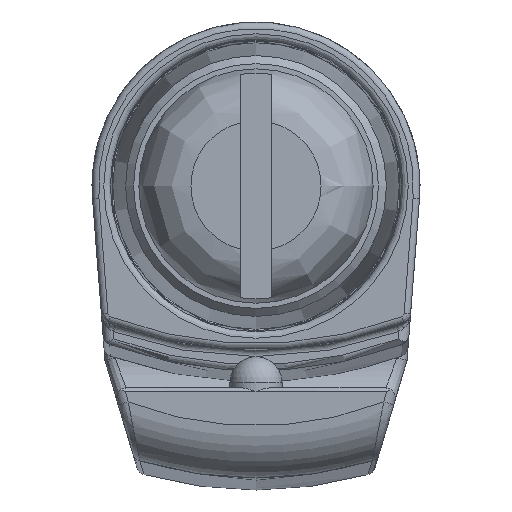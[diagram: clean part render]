
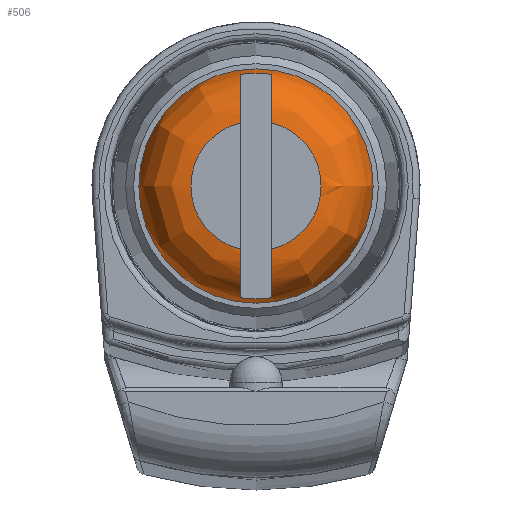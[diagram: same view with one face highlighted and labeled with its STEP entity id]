
A CAD part, front view. The second image highlights one B-rep face of the part: STEP entity #506.
In plain terms, the highlighted free-form (B-spline) face has degree [2, 2] with [5, 7] control points.
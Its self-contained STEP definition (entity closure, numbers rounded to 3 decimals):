
#137=(
BOUNDED_SURFACE()
B_SPLINE_SURFACE(2,2,((#2635,#2636,#2637,#2638,#2639,#2640,#2641),(#2642,
#2643,#2644,#2645,#2646,#2647,#2648),(#2649,#2650,#2651,#2652,#2653,#2654,
#2655),(#2656,#2657,#2658,#2659,#2660,#2661,#2662),(#2663,#2664,#2665,#2666,
#2667,#2668,#2669)),.UNSPECIFIED.,.F.,.T.,.F.)
B_SPLINE_SURFACE_WITH_KNOTS((3,2,3),(1,2,2,2,2,1),(0.,0.5,1.),(-0.333,
0.,0.333,0.667,1.,1.333),
 .UNSPECIFIED.)
GEOMETRIC_REPRESENTATION_ITEM()
RATIONAL_B_SPLINE_SURFACE(((1.,0.5,1.,0.5,1.,0.5,1.),(0.854,
0.427,0.854,0.427,0.854,
0.427,0.854),(0.854,0.427,
0.854,0.427,0.854,0.427,
0.854),(0.854,0.427,0.854,
0.427,0.854,0.427,0.854),
(1.,0.5,1.,0.5,1.,0.5,1.)))
REPRESENTATION_ITEM('')
SURFACE()
);
#162=B_SPLINE_CURVE_WITH_KNOTS('',3,(#2599,#2600,#2601,#2602,#2603,#2604,
#2605,#2606),.UNSPECIFIED.,.F.,.F.,(4,2,2,4),(0.,0.25,0.5,1.),
 .UNSPECIFIED.);
#163=B_SPLINE_CURVE_WITH_KNOTS('',3,(#2607,#2608,#2609,#2610,#2611,#2612,
#2613,#2614),.UNSPECIFIED.,.F.,.F.,(4,2,2,4),(0.,0.25,0.5,
1.),.UNSPECIFIED.);
#164=B_SPLINE_CURVE_WITH_KNOTS('',3,(#2616,#2617,#2618,#2619,#2620,#2621,
#2622,#2623),.UNSPECIFIED.,.F.,.F.,(4,2,2,4),(0.,0.25,0.5,1.),
 .UNSPECIFIED.);
#165=B_SPLINE_CURVE_WITH_KNOTS('',3,(#2627,#2628,#2629,#2630,#2631,#2632,
#2633,#2634),.UNSPECIFIED.,.F.,.F.,(4,2,2,4),(0.,0.25,0.5,1.),
 .UNSPECIFIED.);
#506=ADVANCED_FACE('',(#652,#653),#137,.T.);
#652=FACE_BOUND('',#695,.T.);
#653=FACE_BOUND('',#696,.T.);
#695=EDGE_LOOP('',(#840));
#696=EDGE_LOOP('',(#841,#842,#843,#844,#845,#846,#847,#848,#849));
#840=ORIENTED_EDGE('',*,*,#1488,.F.);
#841=ORIENTED_EDGE('',*,*,#1494,.T.);
#842=ORIENTED_EDGE('',*,*,#1486,.F.);
#843=ORIENTED_EDGE('',*,*,#1485,.F.);
#844=ORIENTED_EDGE('',*,*,#1493,.T.);
#845=ORIENTED_EDGE('',*,*,#1492,.T.);
#846=ORIENTED_EDGE('',*,*,#1495,.T.);
#847=ORIENTED_EDGE('',*,*,#1496,.F.);
#848=ORIENTED_EDGE('',*,*,#1497,.T.);
#849=ORIENTED_EDGE('',*,*,#1490,.T.);
#1326=VERTEX_POINT('',#2579);
#1327=VERTEX_POINT('',#2580);
#1328=VERTEX_POINT('',#2582);
#1330=VERTEX_POINT('',#2588);
#1331=VERTEX_POINT('',#2591);
#1332=VERTEX_POINT('',#2592);
#1333=VERTEX_POINT('',#2594);
#1334=VERTEX_POINT('',#2596);
#1335=VERTEX_POINT('',#2624);
#1336=VERTEX_POINT('',#2626);
#1485=EDGE_CURVE('',#1327,#1328,#1735,.T.);
#1486=EDGE_CURVE('',#1328,#1326,#1736,.T.);
#1488=EDGE_CURVE('',#1330,#1330,#1738,.T.);
#1490=EDGE_CURVE('',#1333,#1331,#1739,.T.);
#1492=EDGE_CURVE('',#1332,#1334,#1740,.T.);
#1493=EDGE_CURVE('',#1327,#1332,#162,.T.);
#1494=EDGE_CURVE('',#1331,#1326,#163,.T.);
#1495=EDGE_CURVE('',#1334,#1335,#164,.T.);
#1496=EDGE_CURVE('',#1336,#1335,#1741,.T.);
#1497=EDGE_CURVE('',#1336,#1333,#165,.T.);
#1735=CIRCLE('',#1845,2.5);
#1736=CIRCLE('',#1846,2.5);
#1738=CIRCLE('',#1849,4.5);
#1739=CIRCLE('',#1851,4.333);
#1740=CIRCLE('',#1852,4.333);
#1741=CIRCLE('',#1855,2.5);
#1845=AXIS2_PLACEMENT_3D('',#2581,#2076,#2077);
#1846=AXIS2_PLACEMENT_3D('',#2583,#2078,#2079);
#1849=AXIS2_PLACEMENT_3D('',#2587,#2084,#2085);
#1851=AXIS2_PLACEMENT_3D('',#2593,#2089,#2090);
#1852=AXIS2_PLACEMENT_3D('',#2597,#2092,#2093);
#1855=AXIS2_PLACEMENT_3D('',#2625,#2098,#2099);
#2076=DIRECTION('',(0.,-1.,0.));
#2077=DIRECTION('',(0.24,0.,-0.971));
#2078=DIRECTION('',(0.,-1.,0.));
#2079=DIRECTION('',(1.,0.,0.));
#2084=DIRECTION('',(0.,1.,0.));
#2085=DIRECTION('',(1.,0.,0.));
#2089=DIRECTION('',(0.,1.,0.));
#2090=DIRECTION('',(-0.138,0.,0.99));
#2092=DIRECTION('',(0.,1.,0.));
#2093=DIRECTION('',(0.138,0.,-0.99));
#2098=DIRECTION('',(0.,-1.,0.));
#2099=DIRECTION('',(-0.24,0.,0.971));
#2579=CARTESIAN_POINT('',(0.308,-3.,8.803));
#2580=CARTESIAN_POINT('',(0.308,-3.,3.949));
#2581=CARTESIAN_POINT('',(-0.292,-3.,6.376));
#2582=CARTESIAN_POINT('',(2.208,-3.,6.376));
#2583=CARTESIAN_POINT('',(-0.292,-3.,6.376));
#2587=CARTESIAN_POINT('',(-0.292,-1.,6.376));
#2588=CARTESIAN_POINT('',(4.208,-1.,6.376));
#2591=CARTESIAN_POINT('',(0.308,-1.8,10.667));
#2592=CARTESIAN_POINT('',(0.308,-1.8,2.084));
#2593=CARTESIAN_POINT('',(-0.292,-1.8,6.376));
#2594=CARTESIAN_POINT('',(-0.892,-1.8,10.667));
#2596=CARTESIAN_POINT('',(-0.892,-1.8,2.084));
#2597=CARTESIAN_POINT('',(-0.292,-1.8,6.376));
#2599=CARTESIAN_POINT('',(0.308,-3.,3.949));
#2600=CARTESIAN_POINT('',(0.308,-3.,3.779));
#2601=CARTESIAN_POINT('',(0.308,-2.98,3.596));
#2602=CARTESIAN_POINT('',(0.308,-2.878,3.217));
#2603=CARTESIAN_POINT('',(0.308,-2.773,2.986));
#2604=CARTESIAN_POINT('',(0.307,-2.485,2.536));
#2605=CARTESIAN_POINT('',(0.308,-2.178,2.251));
#2606=CARTESIAN_POINT('',(0.308,-1.8,2.084));
#2607=CARTESIAN_POINT('',(0.308,-1.8,10.667));
#2608=CARTESIAN_POINT('',(0.308,-1.989,10.584));
#2609=CARTESIAN_POINT('',(0.308,-2.163,10.471));
#2610=CARTESIAN_POINT('',(0.308,-2.459,10.211));
#2611=CARTESIAN_POINT('',(0.307,-2.559,10.099));
#2612=CARTESIAN_POINT('',(0.308,-2.914,9.545));
#2613=CARTESIAN_POINT('',(0.308,-3.,9.141));
#2614=CARTESIAN_POINT('',(0.308,-3.,8.803));
#2616=CARTESIAN_POINT('',(-0.892,-1.8,2.084));
#2617=CARTESIAN_POINT('',(-0.892,-1.99,2.168));
#2618=CARTESIAN_POINT('',(-0.892,-2.164,2.281));
#2619=CARTESIAN_POINT('',(-0.892,-2.46,2.541));
#2620=CARTESIAN_POINT('',(-0.892,-2.557,2.65));
#2621=CARTESIAN_POINT('',(-0.892,-2.917,3.212));
#2622=CARTESIAN_POINT('',(-0.892,-3.,3.616));
#2623=CARTESIAN_POINT('',(-0.892,-3.,3.949));
#2624=CARTESIAN_POINT('',(-0.892,-3.,3.949));
#2625=CARTESIAN_POINT('',(-0.292,-3.,6.376));
#2626=CARTESIAN_POINT('',(-0.892,-3.,8.803));
#2627=CARTESIAN_POINT('',(-0.892,-3.,8.803));
#2628=CARTESIAN_POINT('',(-0.892,-3.,8.969));
#2629=CARTESIAN_POINT('',(-0.892,-2.98,9.151));
#2630=CARTESIAN_POINT('',(-0.892,-2.879,9.53));
#2631=CARTESIAN_POINT('',(-0.892,-2.772,9.766));
#2632=CARTESIAN_POINT('',(-0.892,-2.486,10.213));
#2633=CARTESIAN_POINT('',(-0.892,-2.18,10.499));
#2634=CARTESIAN_POINT('',(-0.892,-1.8,10.667));
#2635=CARTESIAN_POINT('',(4.208,-1.,6.376));
#2636=CARTESIAN_POINT('',(4.208,-1.,-1.419));
#2637=CARTESIAN_POINT('',(-2.542,-1.,2.479));
#2638=CARTESIAN_POINT('',(-9.292,-1.,6.376));
#2639=CARTESIAN_POINT('',(-2.542,-1.,10.273));
#2640=CARTESIAN_POINT('',(4.208,-1.,14.17));
#2641=CARTESIAN_POINT('',(4.208,-1.,6.376));
#2642=CARTESIAN_POINT('',(4.208,-1.828,6.376));
#2643=CARTESIAN_POINT('',(4.208,-1.828,-1.419));
#2644=CARTESIAN_POINT('',(-2.542,-1.828,2.479));
#2645=CARTESIAN_POINT('',(-9.292,-1.828,6.376));
#2646=CARTESIAN_POINT('',(-2.542,-1.828,10.273));
#2647=CARTESIAN_POINT('',(4.208,-1.828,14.17));
#2648=CARTESIAN_POINT('',(4.208,-1.828,6.376));
#2649=CARTESIAN_POINT('',(3.622,-2.414,6.376));
#2650=CARTESIAN_POINT('',(3.622,-2.414,-0.404));
#2651=CARTESIAN_POINT('',(-2.249,-2.414,2.986));
#2652=CARTESIAN_POINT('',(-8.121,-2.414,6.376));
#2653=CARTESIAN_POINT('',(-2.249,-2.414,9.766));
#2654=CARTESIAN_POINT('',(3.622,-2.414,13.155));
#2655=CARTESIAN_POINT('',(3.622,-2.414,6.376));
#2656=CARTESIAN_POINT('',(3.036,-3.,6.376));
#2657=CARTESIAN_POINT('',(3.036,-3.,0.611));
#2658=CARTESIAN_POINT('',(-1.957,-3.,3.493));
#2659=CARTESIAN_POINT('',(-6.949,-3.,6.376));
#2660=CARTESIAN_POINT('',(-1.957,-3.,9.258));
#2661=CARTESIAN_POINT('',(3.036,-3.,12.141));
#2662=CARTESIAN_POINT('',(3.036,-3.,6.376));
#2663=CARTESIAN_POINT('',(2.208,-3.,6.376));
#2664=CARTESIAN_POINT('',(2.208,-3.,2.046));
#2665=CARTESIAN_POINT('',(-1.542,-3.,4.211));
#2666=CARTESIAN_POINT('',(-5.292,-3.,6.376));
#2667=CARTESIAN_POINT('',(-1.542,-3.,8.541));
#2668=CARTESIAN_POINT('',(2.208,-3.,10.706));
#2669=CARTESIAN_POINT('',(2.208,-3.,6.376));
